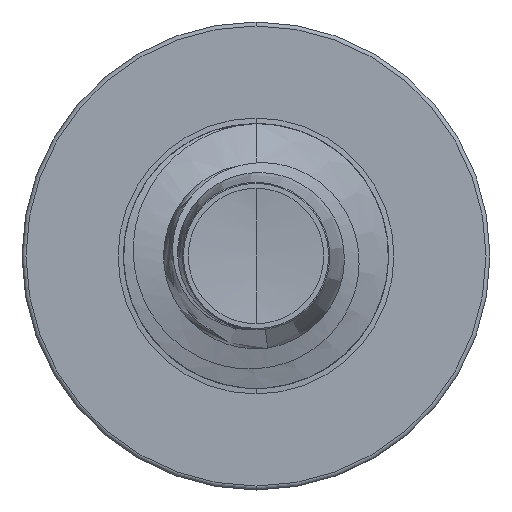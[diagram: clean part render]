
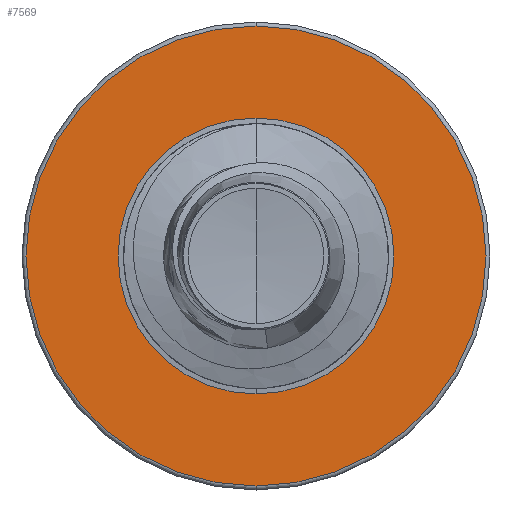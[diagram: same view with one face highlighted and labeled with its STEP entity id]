
A CAD part, front view. The second image highlights one B-rep face of the part: STEP entity #7569.
In plain terms, the highlighted planar face has unit normal (0, -1, 0).
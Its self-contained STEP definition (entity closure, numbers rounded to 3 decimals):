
#381 = EDGE_CURVE ( 'NONE', #22212, #25277, #13901, .T. ) ;
#1307 = CIRCLE ( 'NONE', #6667, 2.605 ) ;
#3058 = CARTESIAN_POINT ( 'NONE',  ( 0., 17.5, 0. ) ) ;
#3576 = ORIENTED_EDGE ( 'NONE', *, *, #381, .T. ) ;
#6105 = EDGE_LOOP ( 'NONE', ( #10064, #16121 ) ) ;
#6444 = CARTESIAN_POINT ( 'NONE',  ( 0., 17.5, -1.562 ) ) ;
#6667 = AXIS2_PLACEMENT_3D ( 'NONE', #16834, #16832, #16802 ) ;
#7513 = EDGE_LOOP ( 'NONE', ( #20919, #3576 ) ) ;
#7569 = ADVANCED_FACE ( 'NONE', ( #24962, #21007 ), #13591, .F. ) ;
#9945 = AXIS2_PLACEMENT_3D ( 'NONE', #3058, #15563, #26007 ) ;
#10064 = ORIENTED_EDGE ( 'NONE', *, *, #18087, .F. ) ;
#10674 = VERTEX_POINT ( 'NONE', #15895 ) ;
#11345 = AXIS2_PLACEMENT_3D ( 'NONE', #14709, #26194, #16835 ) ;
#12043 = CIRCLE ( 'NONE', #11345, 2.605 ) ;
#12407 = AXIS2_PLACEMENT_3D ( 'NONE', #13515, #13422, #13401 ) ;
#12455 = DIRECTION ( 'NONE',  ( 0., 0., 1. ) ) ;
#12697 = DIRECTION ( 'NONE',  ( 0., 1., 0. ) ) ;
#12965 = CARTESIAN_POINT ( 'NONE',  ( 0., 17.5, 0. ) ) ;
#13401 = DIRECTION ( 'NONE',  ( 0., 0., 1. ) ) ;
#13422 = DIRECTION ( 'NONE',  ( 0., 1., 0. ) ) ;
#13515 = CARTESIAN_POINT ( 'NONE',  ( 0., 17.5, -1.562 ) ) ;
#13591 = PLANE ( 'NONE',  #12407 ) ;
#13832 = CIRCLE ( 'NONE', #24019, 1.562 ) ;
#13901 = CIRCLE ( 'NONE', #9945, 1.562 ) ;
#14709 = CARTESIAN_POINT ( 'NONE',  ( 0., 17.5, 0. ) ) ;
#15459 = CARTESIAN_POINT ( 'NONE',  ( 0., 17.5, 1.562 ) ) ;
#15563 = DIRECTION ( 'NONE',  ( 0., 1., 0. ) ) ;
#15895 = CARTESIAN_POINT ( 'NONE',  ( 0., 17.5, 2.605 ) ) ;
#16121 = ORIENTED_EDGE ( 'NONE', *, *, #26066, .F. ) ;
#16802 = DIRECTION ( 'NONE',  ( 0., 0., 1. ) ) ;
#16832 = DIRECTION ( 'NONE',  ( 0., 1., 0. ) ) ;
#16834 = CARTESIAN_POINT ( 'NONE',  ( 0., 17.5, 0. ) ) ;
#16835 = DIRECTION ( 'NONE',  ( 0., 0., 1. ) ) ;
#18087 = EDGE_CURVE ( 'NONE', #10674, #25482, #1307, .T. ) ;
#20919 = ORIENTED_EDGE ( 'NONE', *, *, #21532, .T. ) ;
#21007 = FACE_BOUND ( 'NONE', #7513, .T. ) ;
#21532 = EDGE_CURVE ( 'NONE', #25277, #22212, #13832, .T. ) ;
#22212 = VERTEX_POINT ( 'NONE', #6444 ) ;
#24019 = AXIS2_PLACEMENT_3D ( 'NONE', #12965, #12697, #12455 ) ;
#24234 = CARTESIAN_POINT ( 'NONE',  ( 0., 17.5, -2.605 ) ) ;
#24962 = FACE_OUTER_BOUND ( 'NONE', #6105, .T. ) ;
#25277 = VERTEX_POINT ( 'NONE', #15459 ) ;
#25482 = VERTEX_POINT ( 'NONE', #24234 ) ;
#26007 = DIRECTION ( 'NONE',  ( 0., 0., 1. ) ) ;
#26066 = EDGE_CURVE ( 'NONE', #25482, #10674, #12043, .T. ) ;
#26194 = DIRECTION ( 'NONE',  ( 0., 1., 0. ) ) ;
